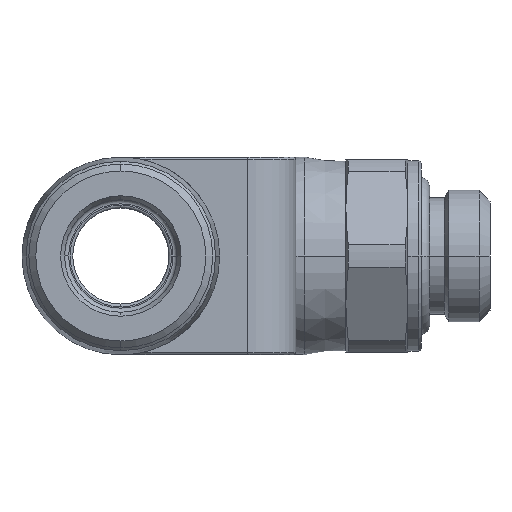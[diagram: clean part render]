
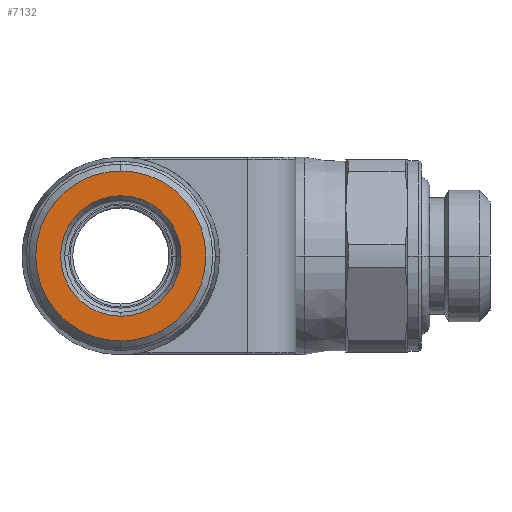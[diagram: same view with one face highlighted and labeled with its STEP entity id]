
A CAD part, left-side view. The second image highlights one B-rep face of the part: STEP entity #7132.
In plain terms, the highlighted planar face has unit normal (-1, 0, 0).
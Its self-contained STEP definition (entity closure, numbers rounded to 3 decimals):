
#2311=CARTESIAN_POINT('',(-22.1,0.,0.));
#2312=DIRECTION('',(1.,0.,0.));
#2313=DIRECTION('',(0.,0.,-1.));
#2314=AXIS2_PLACEMENT_3D('',#2311,#2312,#2313);
#2316=CARTESIAN_POINT('',(-22.1,0.,0.));
#2317=DIRECTION('',(-1.,0.,0.));
#2318=DIRECTION('',(0.,0.,-1.));
#2319=AXIS2_PLACEMENT_3D('',#2316,#2317,#2318);
#2321=CARTESIAN_POINT('',(-22.1,0.,0.));
#2322=DIRECTION('',(-1.,0.,0.));
#2323=DIRECTION('',(0.,0.,-1.));
#2324=AXIS2_PLACEMENT_3D('',#2321,#2322,#2323);
#2334=CARTESIAN_POINT('',(-22.1,0.,0.));
#2335=DIRECTION('',(1.,0.,0.));
#2336=DIRECTION('',(0.,0.,-1.));
#2337=AXIS2_PLACEMENT_3D('',#2334,#2335,#2336);
#4049=CARTESIAN_POINT('',(-22.1,0.,-4.389));
#4051=VERTEX_POINT('',#4049);
#4052=CARTESIAN_POINT('',(-22.1,0.,-6.2));
#4054=VERTEX_POINT('',#4052);
#4059=CARTESIAN_POINT('',(-22.1,0.,4.389));
#4061=VERTEX_POINT('',#4059);
#4062=CARTESIAN_POINT('',(-22.1,0.,6.2));
#4064=VERTEX_POINT('',#4062);
#7117=CARTESIAN_POINT('',(-22.1,0.,0.));
#7118=DIRECTION('',(-1.,0.,0.));
#7119=DIRECTION('',(0.,0.,1.));
#7120=AXIS2_PLACEMENT_3D('',#7117,#7118,#7119);
#7121=PLANE('',#7120);
#7123=ORIENTED_EDGE('',*,*,#7122,.F.);
#7125=ORIENTED_EDGE('',*,*,#7124,.T.);
#7126=EDGE_LOOP('',(#7123,#7125));
#7127=FACE_OUTER_BOUND('',#7126,.F.);
#7128=ORIENTED_EDGE('',*,*,#7110,.F.);
#7129=ORIENTED_EDGE('',*,*,#7099,.T.);
#7130=EDGE_LOOP('',(#7128,#7129));
#7131=FACE_BOUND('',#7130,.F.);
#7132=ADVANCED_FACE('',(#7127,#7131),#7121,.T.);
#2315=CIRCLE('',#2314,4.389);
#2320=CIRCLE('',#2319,4.389);
#2325=CIRCLE('',#2324,6.2);
#2338=CIRCLE('',#2337,6.2);
#7099=EDGE_CURVE('',#4051,#4061,#2320,.T.);
#7110=EDGE_CURVE('',#4051,#4061,#2315,.T.);
#7122=EDGE_CURVE('',#4054,#4064,#2325,.T.);
#7124=EDGE_CURVE('',#4054,#4064,#2338,.T.);
